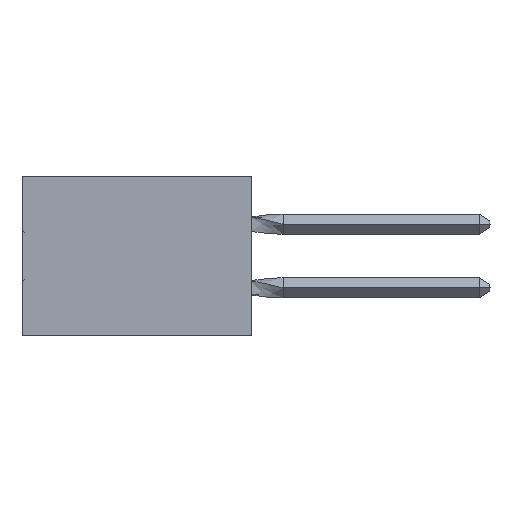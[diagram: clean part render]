
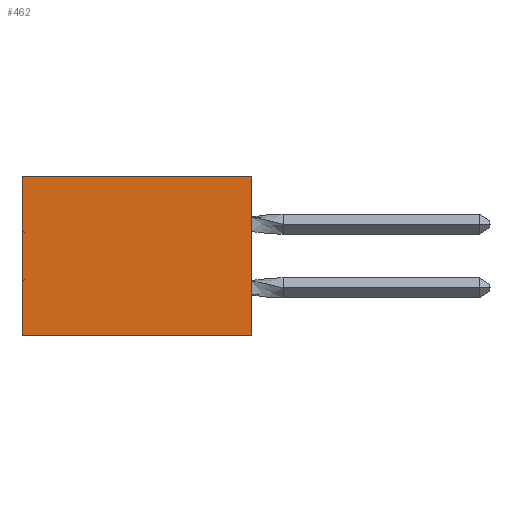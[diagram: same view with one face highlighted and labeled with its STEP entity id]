
A CAD part, left-side view. The second image highlights one B-rep face of the part: STEP entity #462.
In plain terms, the highlighted planar face has unit normal (-1, 0, 0).
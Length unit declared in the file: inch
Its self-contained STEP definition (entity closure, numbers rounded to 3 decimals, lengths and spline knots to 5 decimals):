
#462 = ADVANCED_FACE ( 'NONE', ( #10972 ), #19156, .F. ) ;
#2988 = VECTOR ( 'NONE', #27497, 39.37008 ) ;
#2993 = EDGE_CURVE ( 'NONE', #9517, #47195, #35207, .T. ) ;
#3070 = CARTESIAN_POINT ( 'NONE',  ( 0.305, 0., 0. ) ) ;
#4162 = EDGE_CURVE ( 'NONE', #27943, #9517, #30002, .T. ) ;
#4351 = VECTOR ( 'NONE', #27300, 39.37008 ) ;
#9517 = VERTEX_POINT ( 'NONE', #26480 ) ;
#10972 = FACE_OUTER_BOUND ( 'NONE', #34571, .T. ) ;
#14122 = CARTESIAN_POINT ( 'NONE',  ( 0.305, 0.72, 0. ) ) ;
#15053 = LINE ( 'NONE', #23946, #2988 ) ;
#15320 = ORIENTED_EDGE ( 'NONE', *, *, #17073, .T. ) ;
#17073 = EDGE_CURVE ( 'NONE', #27943, #20893, #29855, .T. ) ;
#19125 = VECTOR ( 'NONE', #30805, 39.37008 ) ;
#19156 = PLANE ( 'NONE',  #46818 ) ;
#20893 = VERTEX_POINT ( 'NONE', #14122 ) ;
#22500 = CARTESIAN_POINT ( 'NONE',  ( 0.305, 0., 0. ) ) ;
#23296 = CARTESIAN_POINT ( 'NONE',  ( 0.305, 0., -0.5 ) ) ;
#23946 = CARTESIAN_POINT ( 'NONE',  ( 0.305, 0.72, -0.5 ) ) ;
#24015 = DIRECTION ( 'NONE',  ( 0., 1., 0. ) ) ;
#25463 = ORIENTED_EDGE ( 'NONE', *, *, #31829, .T. ) ;
#26480 = CARTESIAN_POINT ( 'NONE',  ( 0.305, 0., -0.5 ) ) ;
#27300 = DIRECTION ( 'NONE',  ( 0., 1., 0. ) ) ;
#27497 = DIRECTION ( 'NONE',  ( 0., 0., -1. ) ) ;
#27943 = VERTEX_POINT ( 'NONE', #3070 ) ;
#29855 = LINE ( 'NONE', #22500, #4351 ) ;
#30002 = LINE ( 'NONE', #31778, #19125 ) ;
#30329 = ORIENTED_EDGE ( 'NONE', *, *, #4162, .F. ) ;
#30805 = DIRECTION ( 'NONE',  ( 0., 0., -1. ) ) ;
#31778 = CARTESIAN_POINT ( 'NONE',  ( 0.305, 0., -0.5 ) ) ;
#31829 = EDGE_CURVE ( 'NONE', #20893, #47195, #15053, .T. ) ;
#34571 = EDGE_LOOP ( 'NONE', ( #25463, #50666, #30329, #15320 ) ) ;
#35190 = CARTESIAN_POINT ( 'NONE',  ( 0.305, 0.72, -0.5 ) ) ;
#35207 = LINE ( 'NONE', #40212, #51119 ) ;
#40212 = CARTESIAN_POINT ( 'NONE',  ( 0.305, 0., -0.5 ) ) ;
#46818 = AXIS2_PLACEMENT_3D ( 'NONE', #23296, #51756, #52098 ) ;
#47195 = VERTEX_POINT ( 'NONE', #35190 ) ;
#50666 = ORIENTED_EDGE ( 'NONE', *, *, #2993, .F. ) ;
#51119 = VECTOR ( 'NONE', #24015, 39.37008 ) ;
#51756 = DIRECTION ( 'NONE',  ( 1., 0., 0. ) ) ;
#52098 = DIRECTION ( 'NONE',  ( 0., 0., -1. ) ) ;
